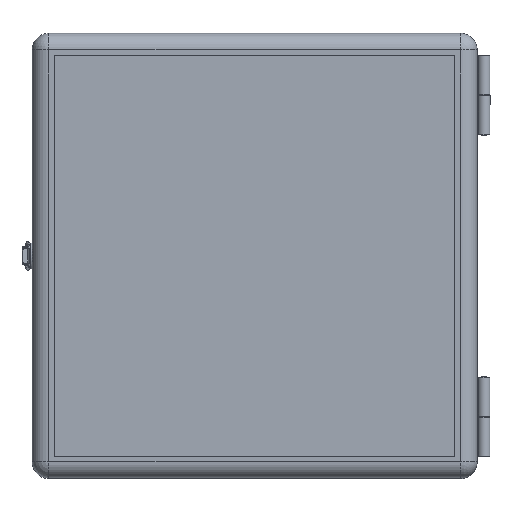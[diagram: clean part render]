
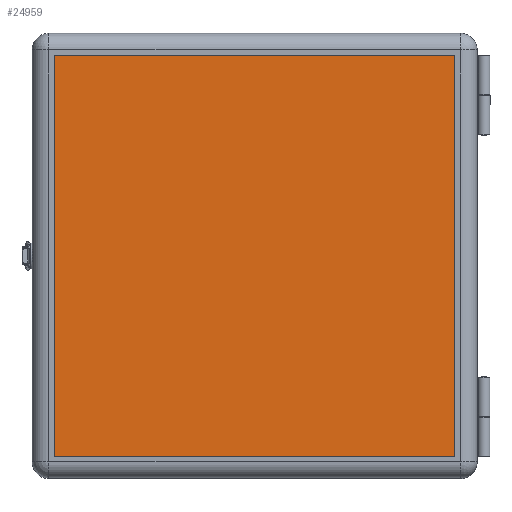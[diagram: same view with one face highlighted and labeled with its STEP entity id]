
A CAD part, top view. The second image highlights one B-rep face of the part: STEP entity #24959.
In plain terms, the highlighted face is planar.
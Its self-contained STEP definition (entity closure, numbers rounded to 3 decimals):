
#1856 = CARTESIAN_POINT ( 'NONE',  ( 180., -180., 0. ) ) ;
#1924 = CARTESIAN_POINT ( 'NONE',  ( -180., 180., 0. ) ) ;
#2066 = CARTESIAN_POINT ( 'NONE',  ( 180., 180., 0. ) ) ;
#2109 = CARTESIAN_POINT ( 'NONE',  ( -180., -180., 0. ) ) ;
#24959 = ADVANCED_FACE ( 'NONE', ( #45044 ), #45045, .F. ) ;
#29291 = ORIENTED_EDGE ( 'NONE', *, *, #30107, .F. ) ;
#29292 = ORIENTED_EDGE ( 'NONE', *, *, #30116, .F. ) ;
#29293 = ORIENTED_EDGE ( 'NONE', *, *, #30089, .F. ) ;
#29294 = ORIENTED_EDGE ( 'NONE', *, *, #30090, .F. ) ;
#30089 = EDGE_CURVE ( 'NONE', #33129, #32987, #58687, .T. ) ;
#30090 = EDGE_CURVE ( 'NONE', #32919, #33129, #58686, .T. ) ;
#30107 = EDGE_CURVE ( 'NONE', #33172, #32919, #58756, .T. ) ;
#30116 = EDGE_CURVE ( 'NONE', #32987, #33172, #58778, .T. ) ;
#32919 = VERTEX_POINT ( 'NONE', #1856 ) ;
#32987 = VERTEX_POINT ( 'NONE', #1924 ) ;
#33129 = VERTEX_POINT ( 'NONE', #2066 ) ;
#33172 = VERTEX_POINT ( 'NONE', #2109 ) ;
#42336 = EDGE_LOOP ( 'NONE', ( #29291, #29292, #29293, #29294 ) ) ;
#45044 = FACE_OUTER_BOUND ( 'NONE', #42336, .T. ) ;
#45045 = PLANE ( 'NONE',  #55849 ) ;
#45048 = CARTESIAN_POINT ( 'NONE',  ( -185., -185., 0. ) ) ;
#45049 = DIRECTION ( 'NONE',  ( 0., 0., 1. ) ) ;
#45050 = DIRECTION ( 'NONE',  ( 1., 0., 0. ) ) ;
#55849 = AXIS2_PLACEMENT_3D ( 'NONE', #45048, #45049, #45050 ) ;
#58686 = LINE ( 'NONE', #58708, #59423 ) ;
#58687 = LINE ( 'NONE', #58705, #59415 ) ;
#58705 = CARTESIAN_POINT ( 'NONE',  ( -185., 180., 0. ) ) ;
#58707 = DIRECTION ( 'NONE',  ( -1., 0., 0. ) ) ;
#58708 = CARTESIAN_POINT ( 'NONE',  ( 180., -185., 0. ) ) ;
#58709 = DIRECTION ( 'NONE',  ( 0., 1., 0. ) ) ;
#58752 = CARTESIAN_POINT ( 'NONE',  ( -185., -180., 0. ) ) ;
#58756 = LINE ( 'NONE', #58752, #59440 ) ;
#58761 = DIRECTION ( 'NONE',  ( 1., 0., 0. ) ) ;
#58778 = LINE ( 'NONE', #58786, #59450 ) ;
#58786 = CARTESIAN_POINT ( 'NONE',  ( -180., -185., 0. ) ) ;
#58788 = DIRECTION ( 'NONE',  ( 0., -1., 0. ) ) ;
#59415 = VECTOR ( 'NONE', #58707, 1000. ) ;
#59423 = VECTOR ( 'NONE', #58709, 1000. ) ;
#59440 = VECTOR ( 'NONE', #58761, 1000. ) ;
#59450 = VECTOR ( 'NONE', #58788, 1000. ) ;
